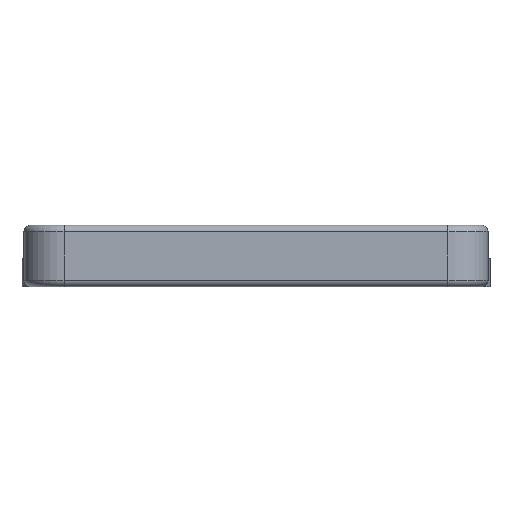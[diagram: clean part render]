
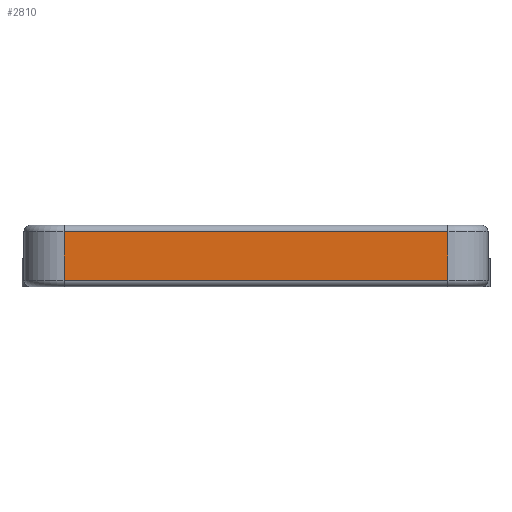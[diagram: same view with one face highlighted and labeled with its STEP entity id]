
A CAD part, left-side view. The second image highlights one B-rep face of the part: STEP entity #2810.
In plain terms, the highlighted planar face has unit normal (-1, 0, 0).
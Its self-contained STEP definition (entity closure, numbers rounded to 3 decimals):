
#110=PLANE('',#3057);
#288=FACE_OUTER_BOUND('',#473,.T.);
#473=EDGE_LOOP('',(#2344,#2345,#2346,#2347));
#762=LINE('',#4604,#1055);
#773=LINE('',#4642,#1066);
#774=LINE('',#4646,#1067);
#775=LINE('',#4647,#1068);
#1055=VECTOR('',#3705,10.);
#1066=VECTOR('',#3728,10.);
#1067=VECTOR('',#3733,10.);
#1068=VECTOR('',#3734,10.);
#1426=VERTEX_POINT('',#4598);
#1427=VERTEX_POINT('',#4602);
#1436=VERTEX_POINT('',#4641);
#1437=VERTEX_POINT('',#4645);
#1755=EDGE_CURVE('',#1426,#1427,#762,.T.);
#1769=EDGE_CURVE('',#1427,#1436,#773,.T.);
#1771=EDGE_CURVE('',#1437,#1426,#774,.T.);
#1772=EDGE_CURVE('',#1436,#1437,#775,.T.);
#2344=ORIENTED_EDGE('',*,*,#1755,.F.);
#2345=ORIENTED_EDGE('',*,*,#1771,.F.);
#2346=ORIENTED_EDGE('',*,*,#1772,.F.);
#2347=ORIENTED_EDGE('',*,*,#1769,.F.);
#2810=ADVANCED_FACE('',(#288),#110,.T.);
#3057=AXIS2_PLACEMENT_3D('',#4644,#3731,#3732);
#3705=DIRECTION('',(0.,1.,0.));
#3728=DIRECTION('',(0.,0.,1.));
#3731=DIRECTION('center_axis',(-1.,0.,0.));
#3732=DIRECTION('ref_axis',(0.,1.,0.));
#3733=DIRECTION('',(0.,0.,-1.));
#3734=DIRECTION('',(0.,-1.,0.));
#4598=CARTESIAN_POINT('',(-16.5,1.479,-3.2));
#4602=CARTESIAN_POINT('',(-16.5,58.979,-3.2));
#4604=CARTESIAN_POINT('',(-16.5,15.854,-3.2));
#4641=CARTESIAN_POINT('',(-16.5,58.979,4.));
#4642=CARTESIAN_POINT('',(-16.5,58.979,0.));
#4644=CARTESIAN_POINT('Origin',(-16.5,1.479,-1.));
#4645=CARTESIAN_POINT('',(-16.5,1.479,4.));
#4646=CARTESIAN_POINT('',(-16.5,1.479,-1.));
#4647=CARTESIAN_POINT('',(-16.5,15.854,4.));
